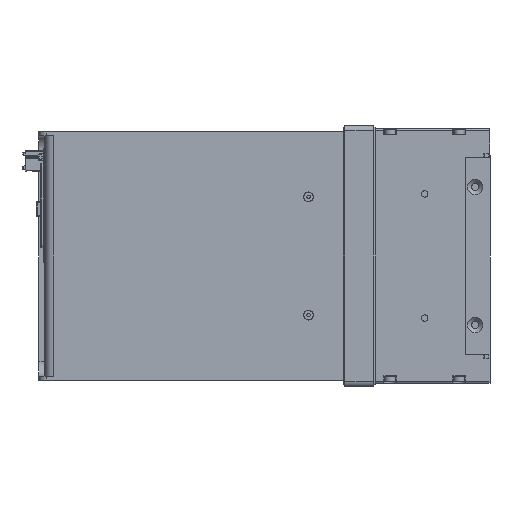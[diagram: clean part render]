
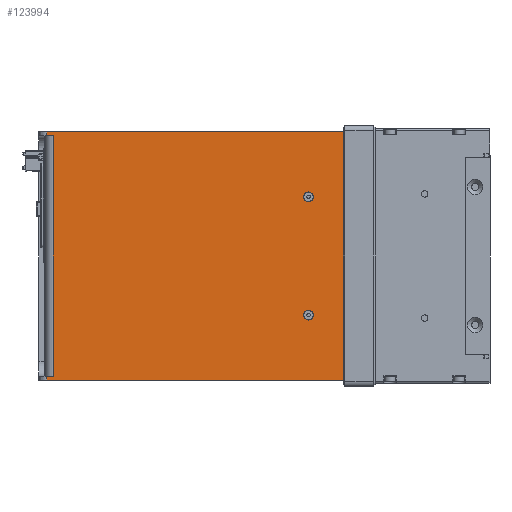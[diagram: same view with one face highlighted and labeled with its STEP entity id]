
A CAD part, left-side view. The second image highlights one B-rep face of the part: STEP entity #123994.
In plain terms, the highlighted planar face has unit normal (-1, 0, 0).
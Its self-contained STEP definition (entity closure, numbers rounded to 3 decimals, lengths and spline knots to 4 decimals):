
#3917 = AXIS2_PLACEMENT_3D ( 'NONE', #190327, #83076, #208266 ) ;
#5882 = EDGE_CURVE ( 'NONE', #8295, #15994, #169744, .T. ) ;
#8176 = DIRECTION ( 'NONE',  ( 0., -1., 0. ) ) ;
#8295 = VERTEX_POINT ( 'NONE', #169889 ) ;
#8500 = CARTESIAN_POINT ( 'NONE',  ( -3.1501, 10.3103, -3.0517 ) ) ;
#9970 = VERTEX_POINT ( 'NONE', #43016 ) ;
#15994 = VERTEX_POINT ( 'NONE', #50940 ) ;
#18921 = LINE ( 'NONE', #208189, #108681 ) ;
#28584 = CARTESIAN_POINT ( 'NONE',  ( -3.1501, 10.1103, 3.0517 ) ) ;
#29314 = ORIENTED_EDGE ( 'NONE', *, *, #193574, .F. ) ;
#30521 = FACE_BOUND ( 'NONE', #91844, .T. ) ;
#34562 = EDGE_LOOP ( 'NONE', ( #198321 ) ) ;
#35472 = VECTOR ( 'NONE', #40757, 39.3701 ) ;
#35500 = LINE ( 'NONE', #8500, #125141 ) ;
#40757 = DIRECTION ( 'NONE',  ( 0., -1., 0. ) ) ;
#42488 = CARTESIAN_POINT ( 'NONE',  ( -3.1501, 9.9422, 3.0517 ) ) ;
#43016 = CARTESIAN_POINT ( 'NONE',  ( -3.1501, 9.9422, -3.0517 ) ) ;
#44118 = DIRECTION ( 'NONE',  ( -1., 0., 0. ) ) ;
#44222 = CARTESIAN_POINT ( 'NONE',  ( -3.1501, 10.3103, 3.0517 ) ) ;
#45666 = ORIENTED_EDGE ( 'NONE', *, *, #219294, .T. ) ;
#46176 = DIRECTION ( 'NONE',  ( 0., 0., -1. ) ) ;
#49452 = AXIS2_PLACEMENT_3D ( 'NONE', #151413, #44118, #169425 ) ;
#50940 = CARTESIAN_POINT ( 'NONE',  ( -3.1501, 10.1103, -3.1502 ) ) ;
#51632 = ORIENTED_EDGE ( 'NONE', *, *, #109005, .T. ) ;
#53052 = LINE ( 'NONE', #42488, #190378 ) ;
#55214 = CARTESIAN_POINT ( 'NONE',  ( -3.1501, 10.3103, 3.1502 ) ) ;
#55768 = CARTESIAN_POINT ( 'NONE',  ( -3.1501, 10.1103, 3.1502 ) ) ;
#56513 = ORIENTED_EDGE ( 'NONE', *, *, #65920, .F. ) ;
#58411 = LINE ( 'NONE', #187989, #190099 ) ;
#59822 = DIRECTION ( 'NONE',  ( -1., 0., 0. ) ) ;
#60520 = DIRECTION ( 'NONE',  ( 0., 0., -1. ) ) ;
#65199 = CARTESIAN_POINT ( 'NONE',  ( -3.1501, 10.1103, -3.0517 ) ) ;
#65800 = CARTESIAN_POINT ( 'NONE',  ( -3.1501, 2.5869, -3.1502 ) ) ;
#65920 = EDGE_CURVE ( 'NONE', #105609, #134642, #88658, .T. ) ;
#67183 = EDGE_CURVE ( 'NONE', #8295, #9970, #35500, .T. ) ;
#76634 = EDGE_CURVE ( 'NONE', #188584, #119799, #102312, .T. ) ;
#76854 = CARTESIAN_POINT ( 'NONE',  ( -3.1501, 10.3103, -3.1502 ) ) ;
#82711 = ORIENTED_EDGE ( 'NONE', *, *, #67183, .F. ) ;
#83076 = DIRECTION ( 'NONE',  ( -1., 0., 0. ) ) ;
#85673 = VECTOR ( 'NONE', #118489, 39.3701 ) ;
#88658 = LINE ( 'NONE', #55214, #178299 ) ;
#90239 = CARTESIAN_POINT ( 'NONE',  ( -3.1501, 3.4646, -1.376 ) ) ;
#91319 = DIRECTION ( 'NONE',  ( 0., -1., 0. ) ) ;
#91844 = EDGE_LOOP ( 'NONE', ( #29314 ) ) ;
#93559 = EDGE_LOOP ( 'NONE', ( #152938, #230180, #82711, #180703, #51632, #45666, #56513, #228282 ) ) ;
#102312 = LINE ( 'NONE', #44222, #197460 ) ;
#102714 = VERTEX_POINT ( 'NONE', #90239 ) ;
#103063 = VERTEX_POINT ( 'NONE', #65800 ) ;
#105609 = VERTEX_POINT ( 'NONE', #55768 ) ;
#108681 = VECTOR ( 'NONE', #226281, 39.3701 ) ;
#109005 = EDGE_CURVE ( 'NONE', #15994, #103063, #226043, .T. ) ;
#113131 = PLANE ( 'NONE',  #222335 ) ;
#113323 = EDGE_CURVE ( 'NONE', #119799, #9970, #53052, .T. ) ;
#115110 = EDGE_CURVE ( 'NONE', #142002, #142002, #214615, .T. ) ;
#118489 = DIRECTION ( 'NONE',  ( 0., 0., -1. ) ) ;
#119799 = VERTEX_POINT ( 'NONE', #199046 ) ;
#123829 = CARTESIAN_POINT ( 'NONE',  ( -3.1501, 3.4646, 1.624 ) ) ;
#123994 = ADVANCED_FACE ( 'NONE', ( #215421, #30521, #221045 ), #113131, .T. ) ;
#125141 = VECTOR ( 'NONE', #169879, 39.3701 ) ;
#134642 = VERTEX_POINT ( 'NONE', #188452 ) ;
#142002 = VERTEX_POINT ( 'NONE', #123829 ) ;
#151413 = CARTESIAN_POINT ( 'NONE',  ( -3.1501, 3.4646, 1.5 ) ) ;
#152938 = ORIENTED_EDGE ( 'NONE', *, *, #76634, .T. ) ;
#161206 = EDGE_CURVE ( 'NONE', #105609, #188584, #58411, .T. ) ;
#167162 = CARTESIAN_POINT ( 'NONE',  ( -3.1501, 10.3103, 3.1502 ) ) ;
#169425 = DIRECTION ( 'NONE',  ( 0., 0., 1. ) ) ;
#169744 = LINE ( 'NONE', #65199, #85673 ) ;
#169879 = DIRECTION ( 'NONE',  ( 0., -1., 0. ) ) ;
#169889 = CARTESIAN_POINT ( 'NONE',  ( -3.1501, 10.1103, -3.0517 ) ) ;
#178299 = VECTOR ( 'NONE', #91319, 39.3701 ) ;
#180703 = ORIENTED_EDGE ( 'NONE', *, *, #5882, .T. ) ;
#185185 = DIRECTION ( 'NONE',  ( 0., 0., 1. ) ) ;
#187989 = CARTESIAN_POINT ( 'NONE',  ( -3.1501, 10.1103, 3.1502 ) ) ;
#188452 = CARTESIAN_POINT ( 'NONE',  ( -3.1501, 2.5869, 3.1502 ) ) ;
#188584 = VERTEX_POINT ( 'NONE', #28584 ) ;
#190099 = VECTOR ( 'NONE', #46176, 39.3701 ) ;
#190327 = CARTESIAN_POINT ( 'NONE',  ( -3.1501, 3.4646, -1.5 ) ) ;
#190378 = VECTOR ( 'NONE', #60520, 39.3701 ) ;
#193574 = EDGE_CURVE ( 'NONE', #102714, #102714, #210304, .T. ) ;
#197460 = VECTOR ( 'NONE', #8176, 39.3701 ) ;
#198321 = ORIENTED_EDGE ( 'NONE', *, *, #115110, .F. ) ;
#199046 = CARTESIAN_POINT ( 'NONE',  ( -3.1501, 9.9422, 3.0517 ) ) ;
#208189 = CARTESIAN_POINT ( 'NONE',  ( -3.1501, 2.5869, 3.0517 ) ) ;
#208266 = DIRECTION ( 'NONE',  ( 0., 0., 1. ) ) ;
#210304 = CIRCLE ( 'NONE', #3917, 0.124 ) ;
#214615 = CIRCLE ( 'NONE', #49452, 0.124 ) ;
#215421 = FACE_OUTER_BOUND ( 'NONE', #93559, .T. ) ;
#219294 = EDGE_CURVE ( 'NONE', #103063, #134642, #18921, .T. ) ;
#221045 = FACE_BOUND ( 'NONE', #34562, .T. ) ;
#222335 = AXIS2_PLACEMENT_3D ( 'NONE', #167162, #59822, #185185 ) ;
#226043 = LINE ( 'NONE', #76854, #35472 ) ;
#226281 = DIRECTION ( 'NONE',  ( 0., 0., 1. ) ) ;
#228282 = ORIENTED_EDGE ( 'NONE', *, *, #161206, .T. ) ;
#230180 = ORIENTED_EDGE ( 'NONE', *, *, #113323, .T. ) ;
